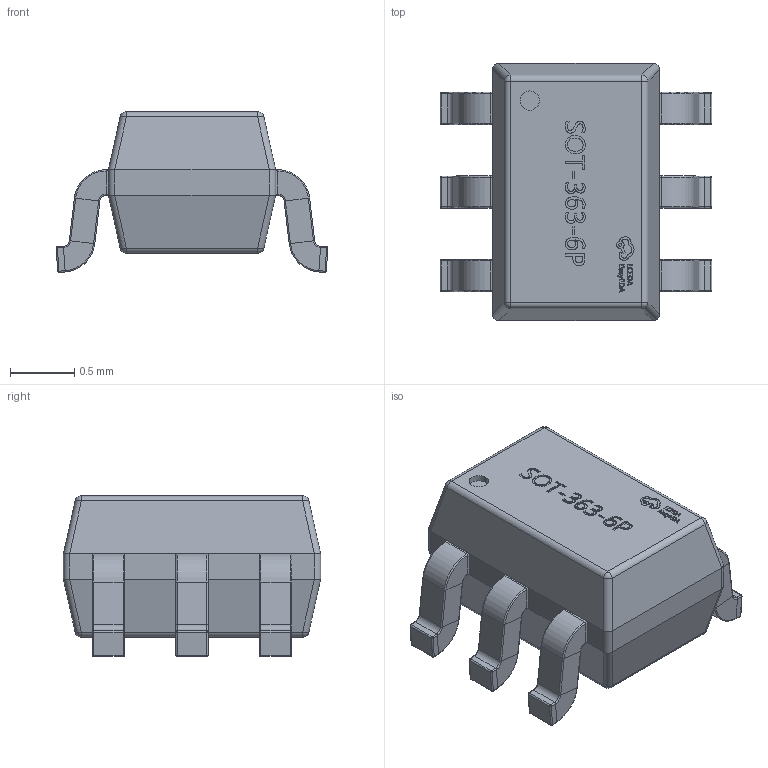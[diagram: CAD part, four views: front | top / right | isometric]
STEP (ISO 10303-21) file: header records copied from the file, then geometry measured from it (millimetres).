
FILE_DESCRIPTION (( 'STEP AP214' ), '1' );
FILE_NAME ('SOT-363-6P_L2.0-W1.3-H1.1-LS2.0-P0.65.step', '2022-07-26T11:12:28', ( '' ), ( '' ), 'SwSTEP 2.0', 'SolidWorks 2020', '' );
FILE_SCHEMA (( 'AUTOMOTIVE_DESIGN' ));
Length unit declared in the file: millimetre
Products named in the file (1): SOT-363-6P_L2.0-W1.3-H1.1-LS2.0-P0.65
Bounding box: 2.11 x 2 x 1.25 mm (x, y, z)
Volume: 2.8 mm3; surface area: 15.9 mm2
Topology: 20 solids, 20 shells, 769 faces, 1851 edges, 1132 vertices
Faces by surface type: plane 357, bspline 184, cylinder 142, torus 48, sphere 38
Entity records: 35781 total; most frequent: CARTESIAN_POINT 10541, ORIENTED_EDGE 3654, DIRECTION 2931, EDGE_CURVE 1827, VERTEX_POINT 1120, LINE 1103, VECTOR 1103, AXIS2_PLACEMENT_3D 914
